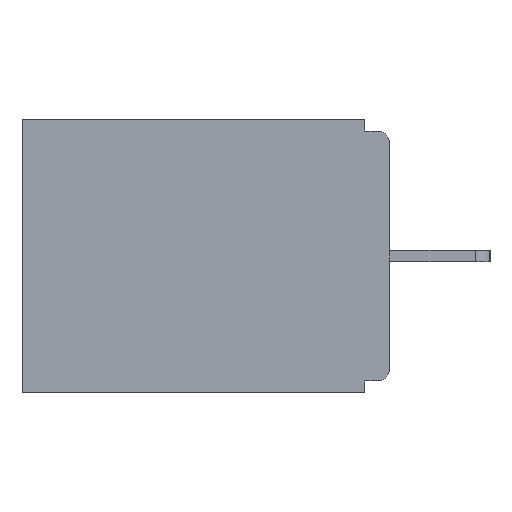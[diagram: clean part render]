
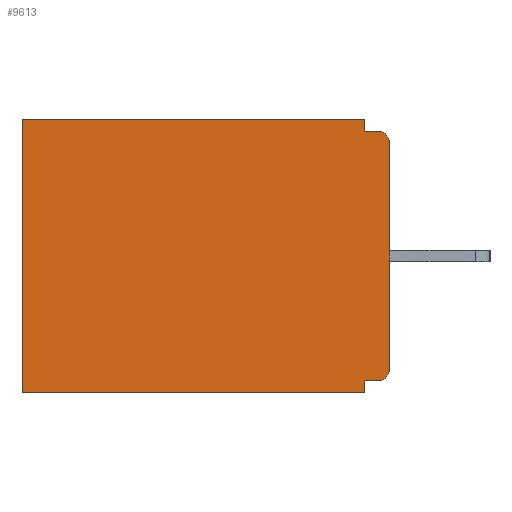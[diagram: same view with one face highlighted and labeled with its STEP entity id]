
A CAD part, left-side view. The second image highlights one B-rep face of the part: STEP entity #9613.
In plain terms, the highlighted planar face has unit normal (-1, 0, 0).
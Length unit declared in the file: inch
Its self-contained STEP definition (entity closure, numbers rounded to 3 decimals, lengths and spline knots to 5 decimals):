
#244 = CARTESIAN_POINT ( 'NONE',  ( 0.298, 0.015, -0.328 ) ) ;
#321 = EDGE_CURVE ( 'NONE', #14316, #12675, #5646, .T. ) ;
#582 = VERTEX_POINT ( 'NONE', #11089 ) ;
#627 = ORIENTED_EDGE ( 'NONE', *, *, #7654, .T. ) ;
#646 = AXIS2_PLACEMENT_3D ( 'NONE', #735, #10402, #1851 ) ;
#735 = CARTESIAN_POINT ( 'NONE',  ( 0.298, 0.015, -0.03 ) ) ;
#776 = VECTOR ( 'NONE', #4987, 39.37008 ) ;
#1119 = ORIENTED_EDGE ( 'NONE', *, *, #13779, .F. ) ;
#1402 = EDGE_CURVE ( 'NONE', #2345, #12675, #15416, .T. ) ;
#1470 = LINE ( 'NONE', #6264, #4527 ) ;
#1482 = LINE ( 'NONE', #3827, #9975 ) ;
#1657 = CIRCLE ( 'NONE', #10434, 0.015 ) ;
#1851 = DIRECTION ( 'NONE',  ( 0., 0., -1. ) ) ;
#1878 = CARTESIAN_POINT ( 'NONE',  ( 0.298, 0., 0. ) ) ;
#1885 = CARTESIAN_POINT ( 'NONE',  ( 0.298, 0., -0.313 ) ) ;
#2345 = VERTEX_POINT ( 'NONE', #11051 ) ;
#2358 = ORIENTED_EDGE ( 'NONE', *, *, #9157, .T. ) ;
#3783 = CARTESIAN_POINT ( 'NONE',  ( 0.298, 0.031, 0. ) ) ;
#3818 = ORIENTED_EDGE ( 'NONE', *, *, #9890, .F. ) ;
#3827 = CARTESIAN_POINT ( 'NONE',  ( 0.298, 0.031, -0.343 ) ) ;
#3887 = CARTESIAN_POINT ( 'NONE',  ( 0.298, 0.015, -0.015 ) ) ;
#3936 = VECTOR ( 'NONE', #9590, 39.37008 ) ;
#4060 = DIRECTION ( 'NONE',  ( 0., 0., -1. ) ) ;
#4475 = VECTOR ( 'NONE', #8067, 39.37008 ) ;
#4527 = VECTOR ( 'NONE', #11043, 39.37008 ) ;
#4771 = LINE ( 'NONE', #8479, #3936 ) ;
#4987 = DIRECTION ( 'NONE',  ( 0., 0., -1. ) ) ;
#5100 = DIRECTION ( 'NONE',  ( 1., 0., 0. ) ) ;
#5451 = VERTEX_POINT ( 'NONE', #12548 ) ;
#5646 = CIRCLE ( 'NONE', #646, 0.015 ) ;
#5734 = VECTOR ( 'NONE', #11934, 39.37008 ) ;
#6264 = CARTESIAN_POINT ( 'NONE',  ( 0.298, 0.031, -0.343 ) ) ;
#6673 = DIRECTION ( 'NONE',  ( 0., 0., -1. ) ) ;
#6739 = CARTESIAN_POINT ( 'NONE',  ( 0.298, 0.015, -0.313 ) ) ;
#7147 = CARTESIAN_POINT ( 'NONE',  ( 0.298, 0., -0.015 ) ) ;
#7654 = EDGE_CURVE ( 'NONE', #10390, #5451, #15061, .T. ) ;
#7935 = VERTEX_POINT ( 'NONE', #244 ) ;
#8067 = DIRECTION ( 'NONE',  ( 0., 1., 0. ) ) ;
#8465 = VERTEX_POINT ( 'NONE', #1885 ) ;
#8470 = LINE ( 'NONE', #9650, #776 ) ;
#8479 = CARTESIAN_POINT ( 'NONE',  ( 0.298, 0., -0.343 ) ) ;
#9157 = EDGE_CURVE ( 'NONE', #5451, #9441, #8470, .T. ) ;
#9298 = EDGE_CURVE ( 'NONE', #582, #10763, #1470, .T. ) ;
#9441 = VERTEX_POINT ( 'NONE', #14044 ) ;
#9590 = DIRECTION ( 'NONE',  ( 0., 1., 0. ) ) ;
#9613 = ADVANCED_FACE ( 'NONE', ( #12354 ), #10083, .F. ) ;
#9650 = CARTESIAN_POINT ( 'NONE',  ( 0.298, 0.46, 0. ) ) ;
#9890 = EDGE_CURVE ( 'NONE', #7935, #582, #13197, .T. ) ;
#9975 = VECTOR ( 'NONE', #4060, 39.37008 ) ;
#10083 = PLANE ( 'NONE',  #10833 ) ;
#10207 = LINE ( 'NONE', #1878, #10457 ) ;
#10341 = DIRECTION ( 'NONE',  ( 0., 0., -1. ) ) ;
#10390 = VERTEX_POINT ( 'NONE', #3783 ) ;
#10402 = DIRECTION ( 'NONE',  ( -1., 0., 0. ) ) ;
#10434 = AXIS2_PLACEMENT_3D ( 'NONE', #6739, #12866, #10341 ) ;
#10457 = VECTOR ( 'NONE', #6673, 39.37008 ) ;
#10763 = VERTEX_POINT ( 'NONE', #11629 ) ;
#10805 = ORIENTED_EDGE ( 'NONE', *, *, #13690, .F. ) ;
#10833 = AXIS2_PLACEMENT_3D ( 'NONE', #12512, #5100, #14870 ) ;
#11043 = DIRECTION ( 'NONE',  ( 0., 0., -1. ) ) ;
#11051 = CARTESIAN_POINT ( 'NONE',  ( 0.298, 0.031, -0.015 ) ) ;
#11089 = CARTESIAN_POINT ( 'NONE',  ( 0.298, 0.031, -0.328 ) ) ;
#11438 = CARTESIAN_POINT ( 'NONE',  ( 0.298, 0., -0.03 ) ) ;
#11629 = CARTESIAN_POINT ( 'NONE',  ( 0.298, 0.031, -0.343 ) ) ;
#11934 = DIRECTION ( 'NONE',  ( 0., -1., 0. ) ) ;
#12215 = EDGE_LOOP ( 'NONE', ( #13809, #13444, #1119, #627, #2358, #10805, #15312, #3818, #12511, #15511 ) ) ;
#12354 = FACE_OUTER_BOUND ( 'NONE', #12215, .T. ) ;
#12511 = ORIENTED_EDGE ( 'NONE', *, *, #12736, .T. ) ;
#12512 = CARTESIAN_POINT ( 'NONE',  ( 0.298, 0., 0. ) ) ;
#12548 = CARTESIAN_POINT ( 'NONE',  ( 0.298, 0.46, 0. ) ) ;
#12675 = VERTEX_POINT ( 'NONE', #3887 ) ;
#12736 = EDGE_CURVE ( 'NONE', #7935, #8465, #1657, .T. ) ;
#12866 = DIRECTION ( 'NONE',  ( -1., 0., 0. ) ) ;
#13197 = LINE ( 'NONE', #14455, #14863 ) ;
#13444 = ORIENTED_EDGE ( 'NONE', *, *, #1402, .F. ) ;
#13558 = EDGE_CURVE ( 'NONE', #14316, #8465, #10207, .T. ) ;
#13690 = EDGE_CURVE ( 'NONE', #10763, #9441, #4771, .T. ) ;
#13779 = EDGE_CURVE ( 'NONE', #10390, #2345, #1482, .T. ) ;
#13809 = ORIENTED_EDGE ( 'NONE', *, *, #321, .T. ) ;
#13883 = CARTESIAN_POINT ( 'NONE',  ( 0.298, 0., 0. ) ) ;
#14044 = CARTESIAN_POINT ( 'NONE',  ( 0.298, 0.46, -0.343 ) ) ;
#14316 = VERTEX_POINT ( 'NONE', #11438 ) ;
#14455 = CARTESIAN_POINT ( 'NONE',  ( 0.298, 0., -0.328 ) ) ;
#14863 = VECTOR ( 'NONE', #15492, 39.37008 ) ;
#14870 = DIRECTION ( 'NONE',  ( 0., 0., -1. ) ) ;
#15061 = LINE ( 'NONE', #13883, #4475 ) ;
#15312 = ORIENTED_EDGE ( 'NONE', *, *, #9298, .F. ) ;
#15416 = LINE ( 'NONE', #7147, #5734 ) ;
#15492 = DIRECTION ( 'NONE',  ( 0., 1., 0. ) ) ;
#15511 = ORIENTED_EDGE ( 'NONE', *, *, #13558, .F. ) ;
